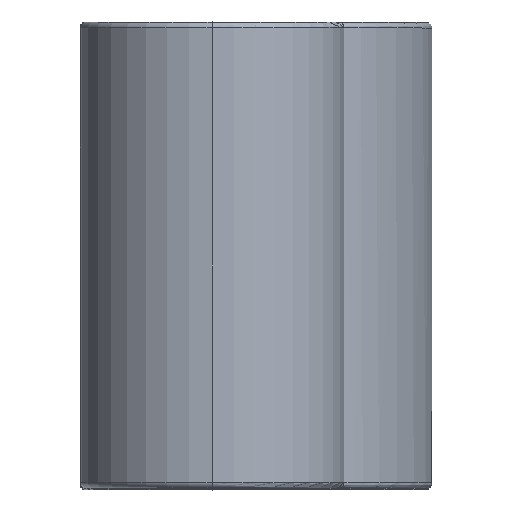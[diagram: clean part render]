
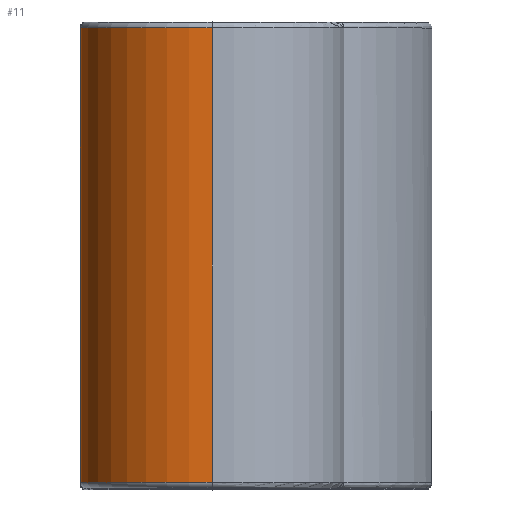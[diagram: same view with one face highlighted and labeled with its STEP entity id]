
A CAD part, top view. The second image highlights one B-rep face of the part: STEP entity #11.
In plain terms, the highlighted cylindrical face has radius 3.57 mm (diameter 7.14 mm), a partial arc.
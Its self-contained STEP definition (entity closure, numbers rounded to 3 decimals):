
#11 = ADVANCED_FACE ( 'NONE', ( #2857 ), #2287, .T. ) ;
#66 = VERTEX_POINT ( 'NONE', #346 ) ;
#93 = CARTESIAN_POINT ( 'NONE',  ( -76., -59.044, 41.68 ) ) ;
#100 = EDGE_LOOP ( 'NONE', ( #943, #1396, #2957, #1328 ) ) ;
#164 = DIRECTION ( 'NONE',  ( 0., 0., -1. ) ) ;
#274 = CARTESIAN_POINT ( 'NONE',  ( -76., -59.044, 45.25 ) ) ;
#346 = CARTESIAN_POINT ( 'NONE',  ( -76., -46.594, 48.82 ) ) ;
#458 = DIRECTION ( 'NONE',  ( 0., 1., 0. ) ) ;
#678 = VECTOR ( 'NONE', #2880, 1000. ) ;
#898 = AXIS2_PLACEMENT_3D ( 'NONE', #1496, #2878, #1213 ) ;
#943 = ORIENTED_EDGE ( 'NONE', *, *, #1326, .F. ) ;
#1119 = DIRECTION ( 'NONE',  ( 0., 0., 1. ) ) ;
#1213 = DIRECTION ( 'NONE',  ( 0., 0., -1. ) ) ;
#1282 = CARTESIAN_POINT ( 'NONE',  ( -76., -58.894, 45.25 ) ) ;
#1326 = EDGE_CURVE ( 'NONE', #3449, #2461, #2761, .T. ) ;
#1328 = ORIENTED_EDGE ( 'NONE', *, *, #2643, .T. ) ;
#1396 = ORIENTED_EDGE ( 'NONE', *, *, #1549, .T. ) ;
#1433 = DIRECTION ( 'NONE',  ( 0., 1., 0. ) ) ;
#1476 = CARTESIAN_POINT ( 'NONE',  ( -76., -58.894, 41.68 ) ) ;
#1493 = CARTESIAN_POINT ( 'NONE',  ( -76., -46.594, 41.68 ) ) ;
#1496 = CARTESIAN_POINT ( 'NONE',  ( -76., -46.594, 45.25 ) ) ;
#1515 = CIRCLE ( 'NONE', #2729, 3.57 ) ;
#1521 = VERTEX_POINT ( 'NONE', #2310 ) ;
#1549 = EDGE_CURVE ( 'NONE', #3449, #1521, #1515, .T. ) ;
#1864 = EDGE_CURVE ( 'NONE', #1521, #66, #1923, .T. ) ;
#1923 = LINE ( 'NONE', #3006, #3213 ) ;
#1968 = CIRCLE ( 'NONE', #898, 3.57 ) ;
#2287 = CYLINDRICAL_SURFACE ( 'NONE', #3434, 3.57 ) ;
#2310 = CARTESIAN_POINT ( 'NONE',  ( -76., -58.894, 48.82 ) ) ;
#2382 = DIRECTION ( 'NONE',  ( 0., 1., 0. ) ) ;
#2461 = VERTEX_POINT ( 'NONE', #1493 ) ;
#2643 = EDGE_CURVE ( 'NONE', #66, #2461, #1968, .T. ) ;
#2729 = AXIS2_PLACEMENT_3D ( 'NONE', #1282, #2382, #164 ) ;
#2761 = LINE ( 'NONE', #93, #678 ) ;
#2857 = FACE_OUTER_BOUND ( 'NONE', #100, .T. ) ;
#2878 = DIRECTION ( 'NONE',  ( 0., -1., 0. ) ) ;
#2880 = DIRECTION ( 'NONE',  ( 0., 1., 0. ) ) ;
#2957 = ORIENTED_EDGE ( 'NONE', *, *, #1864, .T. ) ;
#3006 = CARTESIAN_POINT ( 'NONE',  ( -76., -59.044, 48.82 ) ) ;
#3213 = VECTOR ( 'NONE', #458, 1000. ) ;
#3434 = AXIS2_PLACEMENT_3D ( 'NONE', #274, #1433, #1119 ) ;
#3449 = VERTEX_POINT ( 'NONE', #1476 ) ;
